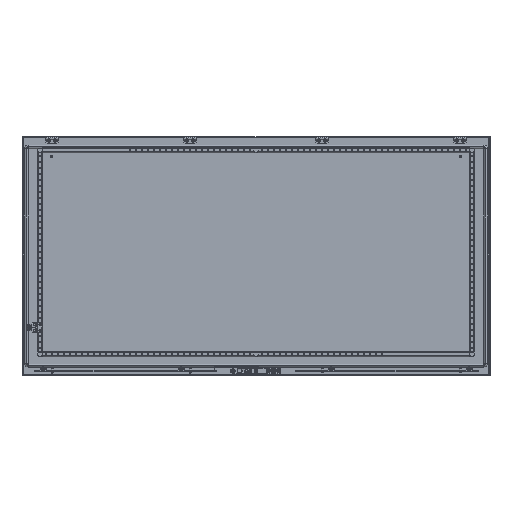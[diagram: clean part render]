
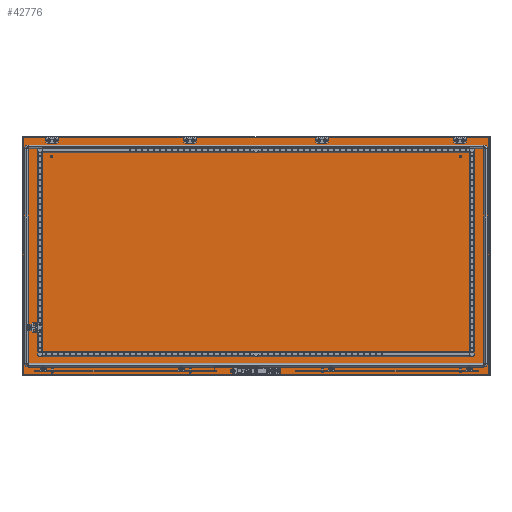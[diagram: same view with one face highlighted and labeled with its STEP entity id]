
A CAD part, top view. The second image highlights one B-rep face of the part: STEP entity #42776.
In plain terms, the highlighted planar face has unit normal (0, 0, 1).
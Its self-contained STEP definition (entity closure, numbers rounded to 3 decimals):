
#25916=PLANE('',#100729);
#30034=LINE('',#137882,#36402);
#30035=LINE('',#137885,#36403);
#30036=LINE('',#137887,#36404);
#30037=LINE('',#137889,#36405);
#30038=LINE('',#137890,#36406);
#30039=LINE('',#137893,#36407);
#30040=LINE('',#137895,#36408);
#30041=LINE('',#137897,#36409);
#36402=VECTOR('',#108299,1.);
#36403=VECTOR('',#108300,1.);
#36404=VECTOR('',#108301,1.);
#36405=VECTOR('',#108302,1.);
#36406=VECTOR('',#108303,1.);
#36407=VECTOR('',#108304,1.);
#36408=VECTOR('',#108305,1.);
#36409=VECTOR('',#108306,1.);
#42776=ADVANCED_FACE('',(#48772,#48773),#25916,.T.);
#48772=FACE_BOUND('',#49512,.T.);
#48773=FACE_BOUND('',#49513,.T.);
#49512=EDGE_LOOP('',(#54826,#54827,#54828,#54829));
#49513=EDGE_LOOP('',(#54830,#54831,#54832,#54833));
#54826=ORIENTED_EDGE('',*,*,#85834,.F.);
#54827=ORIENTED_EDGE('',*,*,#85835,.T.);
#54828=ORIENTED_EDGE('',*,*,#85836,.T.);
#54829=ORIENTED_EDGE('',*,*,#85837,.T.);
#54830=ORIENTED_EDGE('',*,*,#85838,.T.);
#54831=ORIENTED_EDGE('',*,*,#85839,.T.);
#54832=ORIENTED_EDGE('',*,*,#85840,.T.);
#54833=ORIENTED_EDGE('',*,*,#85841,.T.);
#78356=VERTEX_POINT('',#137883);
#78357=VERTEX_POINT('',#137884);
#78358=VERTEX_POINT('',#137886);
#78359=VERTEX_POINT('',#137888);
#78360=VERTEX_POINT('',#137891);
#78361=VERTEX_POINT('',#137892);
#78362=VERTEX_POINT('',#137894);
#78363=VERTEX_POINT('',#137896);
#85834=EDGE_CURVE('',#78356,#78357,#30034,.T.);
#85835=EDGE_CURVE('',#78356,#78358,#30035,.T.);
#85836=EDGE_CURVE('',#78358,#78359,#30036,.T.);
#85837=EDGE_CURVE('',#78359,#78357,#30037,.T.);
#85838=EDGE_CURVE('',#78360,#78361,#30038,.T.);
#85839=EDGE_CURVE('',#78361,#78362,#30039,.T.);
#85840=EDGE_CURVE('',#78362,#78363,#30040,.T.);
#85841=EDGE_CURVE('',#78363,#78360,#30041,.T.);
#100729=AXIS2_PLACEMENT_3D('',#137898,#108307,#108308);
#108299=DIRECTION('',(0.,1.,0.));
#108300=DIRECTION('',(1.,0.,0.));
#108301=DIRECTION('',(0.,1.,0.));
#108302=DIRECTION('',(-1.,0.,0.));
#108303=DIRECTION('',(-1.,0.,0.));
#108304=DIRECTION('',(0.,1.,0.));
#108305=DIRECTION('',(1.,0.,0.));
#108306=DIRECTION('',(0.,-1.,0.));
#108307=DIRECTION('',(0.,0.,1.));
#108308=DIRECTION('',(1.,0.,0.));
#137882=CARTESIAN_POINT('',(-970.4,-493.15,2.));
#137883=CARTESIAN_POINT('',(-970.4,-493.15,2.));
#137884=CARTESIAN_POINT('',(-970.4,493.15,2.));
#137885=CARTESIAN_POINT('',(970.4,-493.15,2.));
#137886=CARTESIAN_POINT('',(970.4,-493.15,2.));
#137887=CARTESIAN_POINT('',(970.4,493.15,2.));
#137888=CARTESIAN_POINT('',(970.4,493.15,2.));
#137889=CARTESIAN_POINT('',(-970.4,493.15,2.));
#137890=CARTESIAN_POINT('',(0.,-490.85,2.));
#137891=CARTESIAN_POINT('',(100.,-490.85,2.));
#137892=CARTESIAN_POINT('',(-100.,-490.85,2.));
#137893=CARTESIAN_POINT('',(-100.,0.,2.));
#137894=CARTESIAN_POINT('',(-100.,-465.65,2.));
#137895=CARTESIAN_POINT('',(0.,-465.65,2.));
#137896=CARTESIAN_POINT('',(100.,-465.65,2.));
#137897=CARTESIAN_POINT('',(100.,0.,2.));
#137898=CARTESIAN_POINT('',(0.,0.,2.));
